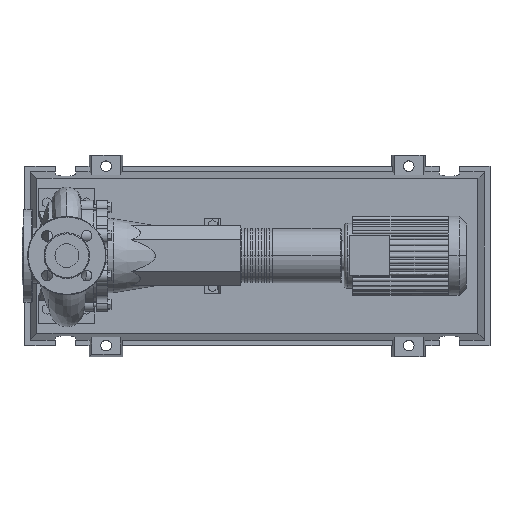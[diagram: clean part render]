
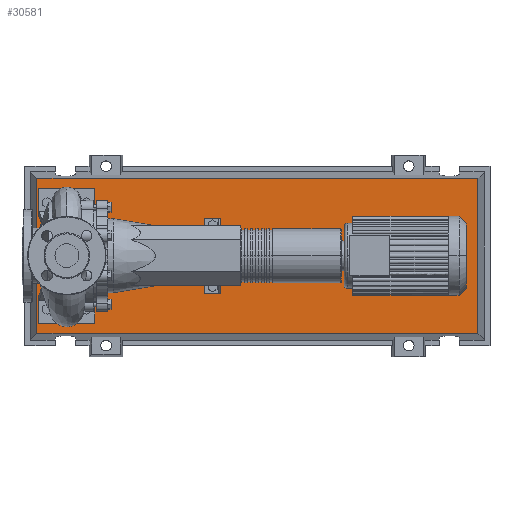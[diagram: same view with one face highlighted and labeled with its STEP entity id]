
A CAD part, top view. The second image highlights one B-rep face of the part: STEP entity #30581.
In plain terms, the highlighted planar face has unit normal (0, 0, 1).
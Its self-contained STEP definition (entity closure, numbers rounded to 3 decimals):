
#30262=CARTESIAN_POINT('',(733.292,-138.292,83.0));
#30263=VERTEX_POINT('',#30262);
#30270=CARTESIAN_POINT('',(-53.292,-138.292,83.0));
#30271=VERTEX_POINT('',#30270);
#30272=CARTESIAN_POINT('',(733.292,-138.292,83.0));
#30273=DIRECTION('',(-1.0,0.0,0.0));
#30274=VECTOR('',#30273,786.584);
#30275=LINE('',#30272,#30274);
#30276=EDGE_CURVE('',#30263,#30271,#30275,.T.);
#30494=CARTESIAN_POINT('',(733.292,138.292,83.0));
#30495=VERTEX_POINT('',#30494);
#30496=CARTESIAN_POINT('',(733.292,138.292,83.0));
#30497=DIRECTION('',(0.0,-1.0,0.0));
#30498=VECTOR('',#30497,276.584);
#30499=LINE('',#30496,#30498);
#30500=EDGE_CURVE('',#30495,#30263,#30499,.T.);
#30518=CARTESIAN_POINT('',(-53.292,138.292,83.0));
#30519=VERTEX_POINT('',#30518);
#30520=CARTESIAN_POINT('',(-53.292,-138.292,83.0));
#30521=DIRECTION('',(0.0,1.0,0.0));
#30522=VECTOR('',#30521,276.584);
#30523=LINE('',#30520,#30522);
#30524=EDGE_CURVE('',#30271,#30519,#30523,.T.);
#30557=CARTESIAN_POINT('',(-53.292,138.292,83.0));
#30558=DIRECTION('',(1.0,0.0,0.0));
#30559=VECTOR('',#30558,786.584);
#30560=LINE('',#30557,#30559);
#30561=EDGE_CURVE('',#30519,#30495,#30560,.T.);
#30570=CARTESIAN_POINT('',(340.,0.,83.0));
#30571=DIRECTION('',(0.0,0.0,1.0));
#30572=DIRECTION('',(1.0,0.0,0.0));
#30573=AXIS2_PLACEMENT_3D('',#30570,#30571,#30572);
#30574=PLANE('',#30573);
#30575=ORIENTED_EDGE('',*,*,#30500,.F.);
#30576=ORIENTED_EDGE('',*,*,#30561,.F.);
#30577=ORIENTED_EDGE('',*,*,#30524,.F.);
#30578=ORIENTED_EDGE('',*,*,#30276,.F.);
#30579=EDGE_LOOP('',(#30575,#30576,#30577,#30578));
#30580=FACE_OUTER_BOUND('',#30579,.T.);
#30581=ADVANCED_FACE('',(#30580),#30574,.T.);
